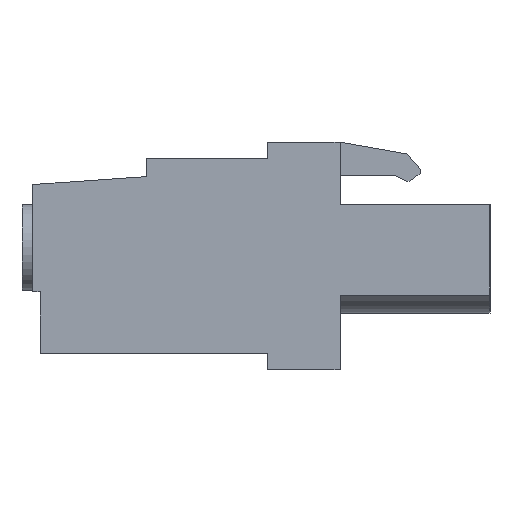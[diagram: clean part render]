
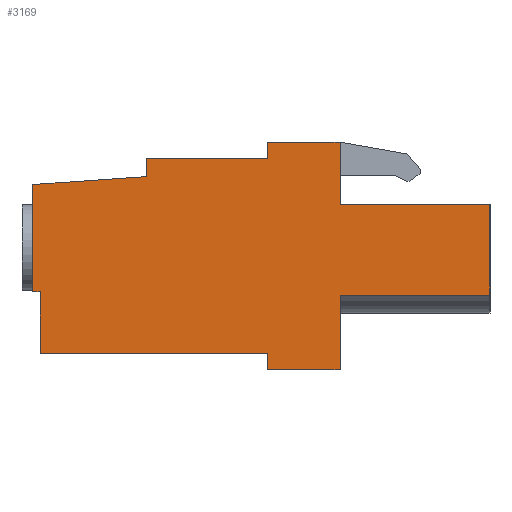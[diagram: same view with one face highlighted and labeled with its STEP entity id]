
A CAD part, left-side view. The second image highlights one B-rep face of the part: STEP entity #3169.
In plain terms, the highlighted planar face has unit normal (-1, 0, 0).
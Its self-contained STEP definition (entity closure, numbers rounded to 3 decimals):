
#22 = VERTEX_POINT ( 'NONE', #4773 ) ;
#59 = LINE ( 'NONE', #4392, #7310 ) ;
#188 = VECTOR ( 'NONE', #6008, 1000. ) ;
#260 = CARTESIAN_POINT ( 'NONE',  ( 0., 17., 1.115 ) ) ;
#311 = CARTESIAN_POINT ( 'NONE',  ( 0., 4., 3.46 ) ) ;
#340 = CARTESIAN_POINT ( 'NONE',  ( 0., 10.7, 2.555 ) ) ;
#346 = ORIENTED_EDGE ( 'NONE', *, *, #6473, .F. ) ;
#358 = VECTOR ( 'NONE', #3435, 1000. ) ;
#554 = VECTOR ( 'NONE', #6362, 1000. ) ;
#609 = ORIENTED_EDGE ( 'NONE', *, *, #5558, .F. ) ;
#630 = CARTESIAN_POINT ( 'NONE',  ( 0., -8.3, -5. ) ) ;
#654 = CARTESIAN_POINT ( 'NONE',  ( 0., 4., -8.235 ) ) ;
#773 = LINE ( 'NONE', #2469, #5945 ) ;
#777 = VECTOR ( 'NONE', #1312, 1000. ) ;
#792 = EDGE_CURVE ( 'NONE', #7185, #2093, #8213, .T. ) ;
#810 = ORIENTED_EDGE ( 'NONE', *, *, #3550, .F. ) ;
#811 = VERTEX_POINT ( 'NONE', #6250 ) ;
#979 = VECTOR ( 'NONE', #5847, 1000. ) ;
#990 = CARTESIAN_POINT ( 'NONE',  ( 0., -8.3, 0. ) ) ;
#1027 = LINE ( 'NONE', #8230, #4271 ) ;
#1051 = CARTESIAN_POINT ( 'NONE',  ( 0., 0., 3.46 ) ) ;
#1138 = VERTEX_POINT ( 'NONE', #4764 ) ;
#1147 = CARTESIAN_POINT ( 'NONE',  ( 0., 16.6, -8.235 ) ) ;
#1162 = EDGE_CURVE ( 'NONE', #4571, #7302, #3163, .T. ) ;
#1245 = VECTOR ( 'NONE', #6510, 1000. ) ;
#1276 = CARTESIAN_POINT ( 'NONE',  ( 0., 0., 0. ) ) ;
#1312 = DIRECTION ( 'NONE',  ( 0., 1., 0. ) ) ;
#1354 = ORIENTED_EDGE ( 'NONE', *, *, #6940, .F. ) ;
#1484 = CARTESIAN_POINT ( 'NONE',  ( 0., 4., -9.14 ) ) ;
#1613 = LINE ( 'NONE', #7134, #7836 ) ;
#1626 = ORIENTED_EDGE ( 'NONE', *, *, #3608, .F. ) ;
#1658 = EDGE_CURVE ( 'NONE', #2025, #4604, #1027, .T. ) ;
#1921 = VERTEX_POINT ( 'NONE', #7249 ) ;
#2014 = CARTESIAN_POINT ( 'NONE',  ( 0., 4., -8.235 ) ) ;
#2025 = VERTEX_POINT ( 'NONE', #5616 ) ;
#2093 = VERTEX_POINT ( 'NONE', #6268 ) ;
#2285 = LINE ( 'NONE', #6655, #358 ) ;
#2345 = VERTEX_POINT ( 'NONE', #630 ) ;
#2469 = CARTESIAN_POINT ( 'NONE',  ( 0., 10.7, 1.555 ) ) ;
#2502 = LINE ( 'NONE', #654, #979 ) ;
#2633 = EDGE_CURVE ( 'NONE', #811, #7185, #5085, .T. ) ;
#2729 = FACE_OUTER_BOUND ( 'NONE', #5378, .T. ) ;
#3038 = CARTESIAN_POINT ( 'NONE',  ( 0., 16.6, -4.815 ) ) ;
#3126 = DIRECTION ( 'NONE',  ( 0., -0.998, 0.07 ) ) ;
#3134 = LINE ( 'NONE', #1276, #8030 ) ;
#3163 = LINE ( 'NONE', #4332, #4889 ) ;
#3169 = ADVANCED_FACE ( 'NONE', ( #2729 ), #3595, .F. ) ;
#3293 = CARTESIAN_POINT ( 'NONE',  ( 0., -8.3, -5. ) ) ;
#3307 = VECTOR ( 'NONE', #7738, 1000. ) ;
#3382 = VECTOR ( 'NONE', #6499, 1000. ) ;
#3435 = DIRECTION ( 'NONE',  ( 0., 0., -1. ) ) ;
#3520 = AXIS2_PLACEMENT_3D ( 'NONE', #4214, #8068, #4244 ) ;
#3550 = EDGE_CURVE ( 'NONE', #7302, #5107, #3134, .T. ) ;
#3595 = PLANE ( 'NONE',  #3520 ) ;
#3608 = EDGE_CURVE ( 'NONE', #4604, #22, #1613, .T. ) ;
#3642 = LINE ( 'NONE', #1484, #188 ) ;
#3670 = DIRECTION ( 'NONE',  ( 0., 0., 1. ) ) ;
#3699 = DIRECTION ( 'NONE',  ( 0., 0., 1. ) ) ;
#3725 = EDGE_CURVE ( 'NONE', #1921, #1138, #3642, .T. ) ;
#3880 = VERTEX_POINT ( 'NONE', #990 ) ;
#3893 = ORIENTED_EDGE ( 'NONE', *, *, #5825, .F. ) ;
#3923 = CARTESIAN_POINT ( 'NONE',  ( 0., 4., 3.46 ) ) ;
#4214 = CARTESIAN_POINT ( 'NONE',  ( 0., 0., 0. ) ) ;
#4244 = DIRECTION ( 'NONE',  ( 0., 0., -1. ) ) ;
#4271 = VECTOR ( 'NONE', #3670, 1000. ) ;
#4332 = CARTESIAN_POINT ( 'NONE',  ( 0., 0., 3.46 ) ) ;
#4386 = DIRECTION ( 'NONE',  ( 0., -1., 0. ) ) ;
#4392 = CARTESIAN_POINT ( 'NONE',  ( 0., -8.3, 0. ) ) ;
#4516 = DIRECTION ( 'NONE',  ( 0., 0., -1. ) ) ;
#4535 = VERTEX_POINT ( 'NONE', #6091 ) ;
#4554 = CARTESIAN_POINT ( 'NONE',  ( 0., 0., -5. ) ) ;
#4571 = VERTEX_POINT ( 'NONE', #311 ) ;
#4604 = VERTEX_POINT ( 'NONE', #340 ) ;
#4723 = VERTEX_POINT ( 'NONE', #260 ) ;
#4764 = CARTESIAN_POINT ( 'NONE',  ( 0., 4., -9.14 ) ) ;
#4773 = CARTESIAN_POINT ( 'NONE',  ( 0., 4., 2.555 ) ) ;
#4778 = ORIENTED_EDGE ( 'NONE', *, *, #6428, .F. ) ;
#4889 = VECTOR ( 'NONE', #4386, 1000. ) ;
#5038 = LINE ( 'NONE', #3923, #3307 ) ;
#5052 = DIRECTION ( 'NONE',  ( 0., -1., 0. ) ) ;
#5073 = EDGE_CURVE ( 'NONE', #2345, #4535, #7620, .T. ) ;
#5076 = EDGE_CURVE ( 'NONE', #1138, #5117, #2502, .T. ) ;
#5085 = LINE ( 'NONE', #3038, #8268 ) ;
#5107 = VERTEX_POINT ( 'NONE', #5246 ) ;
#5117 = VERTEX_POINT ( 'NONE', #2014 ) ;
#5246 = CARTESIAN_POINT ( 'NONE',  ( 0., 0., 0. ) ) ;
#5378 = EDGE_LOOP ( 'NONE', ( #3893, #810, #7750, #7683, #1626, #5464, #7109, #346, #7501, #7899, #4778, #6825, #6205, #609, #5914, #1354 ) ) ;
#5397 = EDGE_CURVE ( 'NONE', #22, #4571, #5038, .T. ) ;
#5464 = ORIENTED_EDGE ( 'NONE', *, *, #1658, .F. ) ;
#5506 = LINE ( 'NONE', #1147, #554 ) ;
#5558 = EDGE_CURVE ( 'NONE', #4535, #1921, #2285, .T. ) ;
#5616 = CARTESIAN_POINT ( 'NONE',  ( 0., 10.7, 1.555 ) ) ;
#5825 = EDGE_CURVE ( 'NONE', #5107, #3880, #59, .T. ) ;
#5847 = DIRECTION ( 'NONE',  ( 0., 0., 1. ) ) ;
#5857 = CARTESIAN_POINT ( 'NONE',  ( 0., 17., 1.115 ) ) ;
#5869 = DIRECTION ( 'NONE',  ( 0., -1., 0. ) ) ;
#5914 = ORIENTED_EDGE ( 'NONE', *, *, #5073, .F. ) ;
#5945 = VECTOR ( 'NONE', #3126, 1000. ) ;
#6008 = DIRECTION ( 'NONE',  ( 0., 1., 0. ) ) ;
#6091 = CARTESIAN_POINT ( 'NONE',  ( 0., 0., -5. ) ) ;
#6205 = ORIENTED_EDGE ( 'NONE', *, *, #3725, .F. ) ;
#6250 = CARTESIAN_POINT ( 'NONE',  ( 0., 16.6, -8.235 ) ) ;
#6268 = CARTESIAN_POINT ( 'NONE',  ( 0., 17., -4.815 ) ) ;
#6340 = VECTOR ( 'NONE', #7392, 1000. ) ;
#6362 = DIRECTION ( 'NONE',  ( 0., 1., 0. ) ) ;
#6428 = EDGE_CURVE ( 'NONE', #5117, #811, #5506, .T. ) ;
#6473 = EDGE_CURVE ( 'NONE', #2093, #4723, #6811, .T. ) ;
#6499 = DIRECTION ( 'NONE',  ( 0., 0., 1. ) ) ;
#6510 = DIRECTION ( 'NONE',  ( 0., 0., -1. ) ) ;
#6655 = CARTESIAN_POINT ( 'NONE',  ( 0., 0., -9.14 ) ) ;
#6811 = LINE ( 'NONE', #5857, #3382 ) ;
#6825 = ORIENTED_EDGE ( 'NONE', *, *, #5076, .F. ) ;
#6940 = EDGE_CURVE ( 'NONE', #3880, #2345, #8080, .T. ) ;
#7109 = ORIENTED_EDGE ( 'NONE', *, *, #8218, .F. ) ;
#7134 = CARTESIAN_POINT ( 'NONE',  ( 0., 4., 2.555 ) ) ;
#7152 = CARTESIAN_POINT ( 'NONE',  ( 0., 17., -4.815 ) ) ;
#7185 = VERTEX_POINT ( 'NONE', #8036 ) ;
#7249 = CARTESIAN_POINT ( 'NONE',  ( 0., 0., -9.14 ) ) ;
#7302 = VERTEX_POINT ( 'NONE', #1051 ) ;
#7310 = VECTOR ( 'NONE', #5052, 1000. ) ;
#7392 = DIRECTION ( 'NONE',  ( 0., 1., 0. ) ) ;
#7501 = ORIENTED_EDGE ( 'NONE', *, *, #792, .F. ) ;
#7620 = LINE ( 'NONE', #4554, #777 ) ;
#7683 = ORIENTED_EDGE ( 'NONE', *, *, #5397, .F. ) ;
#7738 = DIRECTION ( 'NONE',  ( 0., 0., 1. ) ) ;
#7750 = ORIENTED_EDGE ( 'NONE', *, *, #1162, .F. ) ;
#7836 = VECTOR ( 'NONE', #5869, 1000. ) ;
#7899 = ORIENTED_EDGE ( 'NONE', *, *, #2633, .F. ) ;
#8030 = VECTOR ( 'NONE', #4516, 1000. ) ;
#8036 = CARTESIAN_POINT ( 'NONE',  ( 0., 16.6, -4.815 ) ) ;
#8068 = DIRECTION ( 'NONE',  ( 1., 0., 0. ) ) ;
#8080 = LINE ( 'NONE', #3293, #1245 ) ;
#8213 = LINE ( 'NONE', #7152, #6340 ) ;
#8218 = EDGE_CURVE ( 'NONE', #4723, #2025, #773, .T. ) ;
#8230 = CARTESIAN_POINT ( 'NONE',  ( 0., 10.7, 2.555 ) ) ;
#8268 = VECTOR ( 'NONE', #3699, 1000. ) ;
